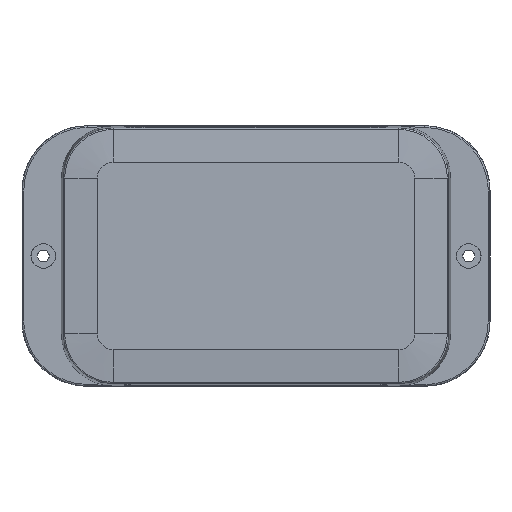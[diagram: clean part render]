
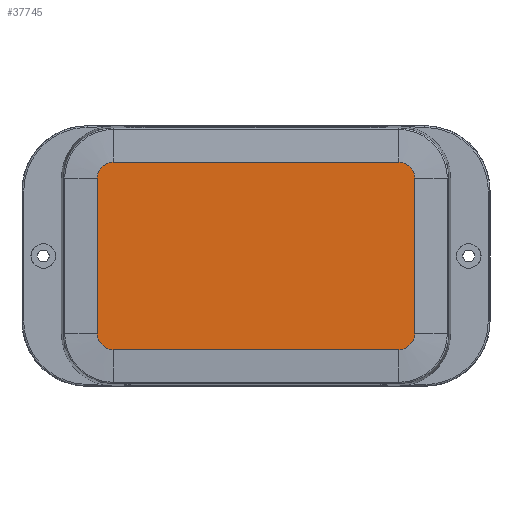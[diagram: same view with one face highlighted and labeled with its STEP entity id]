
A CAD part, top view. The second image highlights one B-rep face of the part: STEP entity #37745.
In plain terms, the highlighted face is planar.
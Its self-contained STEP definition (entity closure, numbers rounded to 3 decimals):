
#36475=CARTESIAN_POINT('',(55.0,24.5,-36.144));
#36476=VERTEX_POINT('',#36475);
#36477=CARTESIAN_POINT('',(61.144,24.5,-30.));
#36478=VERTEX_POINT('',#36477);
#36479=CARTESIAN_POINT('',(55.,24.5,-30.));
#36480=DIRECTION('',(0.0,-1.0,0.0));
#36481=DIRECTION('',(1.0,0.0,0.0));
#36482=AXIS2_PLACEMENT_3D('',#36479,#36480,#36481);
#36483=CIRCLE('',#36482,6.144);
#36484=EDGE_CURVE('',#36476,#36478,#36483,.T.);
#36517=CARTESIAN_POINT('',(-61.144,24.5,-30.));
#36518=VERTEX_POINT('',#36517);
#36519=CARTESIAN_POINT('',(-55.,24.5,-36.144));
#36520=VERTEX_POINT('',#36519);
#36521=CARTESIAN_POINT('',(-55.,24.5,-30.));
#36522=DIRECTION('',(0.0,-1.0,0.0));
#36523=DIRECTION('',(0.0,0.0,-1.0));
#36524=AXIS2_PLACEMENT_3D('',#36521,#36522,#36523);
#36525=CIRCLE('',#36524,6.144);
#36526=EDGE_CURVE('',#36518,#36520,#36525,.T.);
#36559=CARTESIAN_POINT('',(-55.0,24.5,36.144));
#36560=VERTEX_POINT('',#36559);
#36561=CARTESIAN_POINT('',(-61.144,24.5,30.));
#36562=VERTEX_POINT('',#36561);
#36563=CARTESIAN_POINT('',(-55.,24.5,30.));
#36564=DIRECTION('',(0.0,-1.0,0.0));
#36565=DIRECTION('',(-1.0,0.0,0.0));
#36566=AXIS2_PLACEMENT_3D('',#36563,#36564,#36565);
#36567=CIRCLE('',#36566,6.144);
#36568=EDGE_CURVE('',#36560,#36562,#36567,.T.);
#36601=CARTESIAN_POINT('',(61.144,24.5,30.));
#36602=VERTEX_POINT('',#36601);
#36603=CARTESIAN_POINT('',(55.,24.5,36.144));
#36604=VERTEX_POINT('',#36603);
#36605=CARTESIAN_POINT('',(55.0,24.5,30.));
#36606=DIRECTION('',(0.0,-1.0,0.0));
#36607=DIRECTION('',(0.0,0.0,1.0));
#36608=AXIS2_PLACEMENT_3D('',#36605,#36606,#36607);
#36609=CIRCLE('',#36608,6.144);
#36610=EDGE_CURVE('',#36602,#36604,#36609,.T.);
#37710=CARTESIAN_POINT('',(0.,24.5,0.));
#37711=DIRECTION('',(0.0,-1.0,0.0));
#37712=DIRECTION('',(0.0,0.0,-1.0));
#37713=AXIS2_PLACEMENT_3D('',#37710,#37711,#37712);
#37714=PLANE('',#37713);
#37715=ORIENTED_EDGE('',*,*,#36610,.F.);
#37716=CARTESIAN_POINT('',(61.144,24.5,-30.));
#37717=DIRECTION('',(0.0,0.0,1.0));
#37718=VECTOR('',#37717,60.);
#37719=LINE('',#37716,#37718);
#37720=EDGE_CURVE('',#36478,#36602,#37719,.T.);
#37721=ORIENTED_EDGE('',*,*,#37720,.F.);
#37722=ORIENTED_EDGE('',*,*,#36484,.F.);
#37723=CARTESIAN_POINT('',(-55.,24.5,-36.144));
#37724=DIRECTION('',(1.0,0.0,0.0));
#37725=VECTOR('',#37724,110.);
#37726=LINE('',#37723,#37725);
#37727=EDGE_CURVE('',#36520,#36476,#37726,.T.);
#37728=ORIENTED_EDGE('',*,*,#37727,.F.);
#37729=ORIENTED_EDGE('',*,*,#36526,.F.);
#37730=CARTESIAN_POINT('',(-61.144,24.5,30.));
#37731=DIRECTION('',(0.0,0.0,-1.0));
#37732=VECTOR('',#37731,60.);
#37733=LINE('',#37730,#37732);
#37734=EDGE_CURVE('',#36562,#36518,#37733,.T.);
#37735=ORIENTED_EDGE('',*,*,#37734,.F.);
#37736=ORIENTED_EDGE('',*,*,#36568,.F.);
#37737=CARTESIAN_POINT('',(55.,24.5,36.144));
#37738=DIRECTION('',(-1.0,0.0,0.0));
#37739=VECTOR('',#37738,110.0);
#37740=LINE('',#37737,#37739);
#37741=EDGE_CURVE('',#36604,#36560,#37740,.T.);
#37742=ORIENTED_EDGE('',*,*,#37741,.F.);
#37743=EDGE_LOOP('',(#37715,#37721,#37722,#37728,#37729,#37735,#37736,#37742));
#37744=FACE_OUTER_BOUND('',#37743,.T.);
#37745=ADVANCED_FACE('',(#37744),#37714,.F.);
